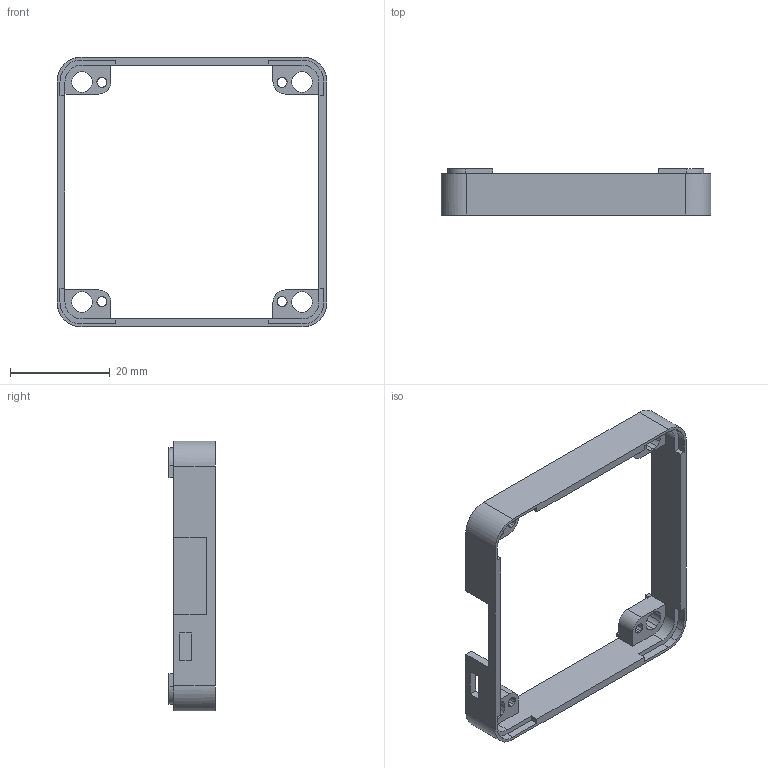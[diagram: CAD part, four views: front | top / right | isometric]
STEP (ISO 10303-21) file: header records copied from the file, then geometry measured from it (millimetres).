
FILE_DESCRIPTION(/* description */ (''),/* implementation_level */ '2;1');
FILE_NAME(/* name */ 'HOST_sw_8.3mm_0.7mm v2.step',/* time_stamp */ '2018-10-14T19:25:37+09:00',/* author */ ('tomorrow56'),/* organization */ (''),/* preprocessor_version */ 'ST-DEVELOPER v17.2',/* originating_system */ 'Autodesk Translation Framework v7.6.0.251',/* authorisation */ '');
FILE_SCHEMA (('AUTOMOTIVE_DESIGN { 1 0 10303 214 3 1 1 }'));
Length unit declared in the file: millimetre
Products named in the file (1): HOST_sw_8.3mm_0.7mm
Bounding box: 54 x 9.3 x 54 mm (x, y, z)
Volume: 2973.9 mm3; surface area: 4536.2 mm2
Topology: 1 solids, 1 shells, 222 faces, 652 edges, 434 vertices
Faces by surface type: bspline 131, plane 85, cylinder 6
Entity records: 9707 total; most frequent: CARTESIAN_POINT 4613, ORIENTED_EDGE 1304, EDGE_CURVE 652, DIRECTION 590, VERTEX_POINT 434, LINE 382, VECTOR 382, B_SPLINE_CURVE_WITH_KNOTS 258
